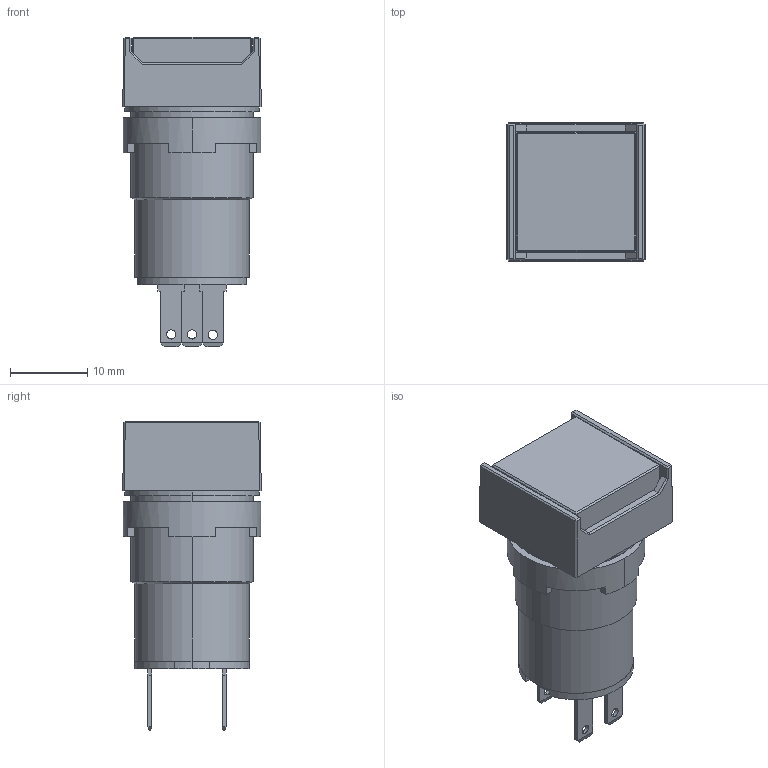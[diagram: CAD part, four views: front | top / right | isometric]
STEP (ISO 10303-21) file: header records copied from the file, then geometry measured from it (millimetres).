
FILE_DESCRIPTION (( 'STEP AP214' ), '1' );
FILE_NAME ('03_AP6QS5[2][3][4][H][M]$.STEP', '2020-10-27T07:44:38', ( 'IDEC' ), ( 'IDEC' ), 'SwSTEP 2.0', 'SolidWorks 2019', '' );
FILE_SCHEMA (( 'AUTOMOTIVE_DESIGN' ));
Length unit declared in the file: millimetre
Products named in the file (5): AP6MS-TAB-TERMINAL; AP6MS-BODY; 16-NUT; AP6MS-OPERATOR-SQUARE; 03_AP6QS5[2][3][4][H][M]$
Assembly tree (4 placements, depth 2):
  03_AP6QS5[2][3][4][H][M]$
    AP6MS-BODY
    AP6MS-OPERATOR-SQUARE
    AP6MS-TAB-TERMINAL
    16-NUT
Bounding box: 17.9 x 17.9 x 40 mm (x, y, z)
Volume: 7065.4 mm3; surface area: 4628.9 mm2
Topology: 4 solids, 4 shells, 163 faces, 387 edges, 238 vertices
Faces by surface type: plane 136, cylinder 25, cone 2
Entity records: 4805 total; most frequent: DIRECTION 797, CARTESIAN_POINT 795, ORIENTED_EDGE 774, EDGE_CURVE 387, LINE 317, VECTOR 317, AXIS2_PLACEMENT_3D 240, VERTEX_POINT 238
